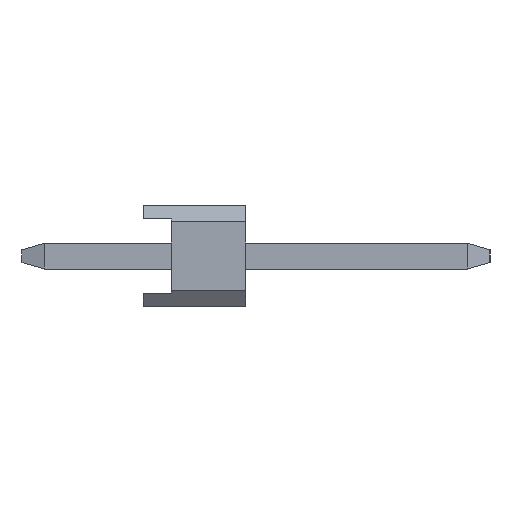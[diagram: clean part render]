
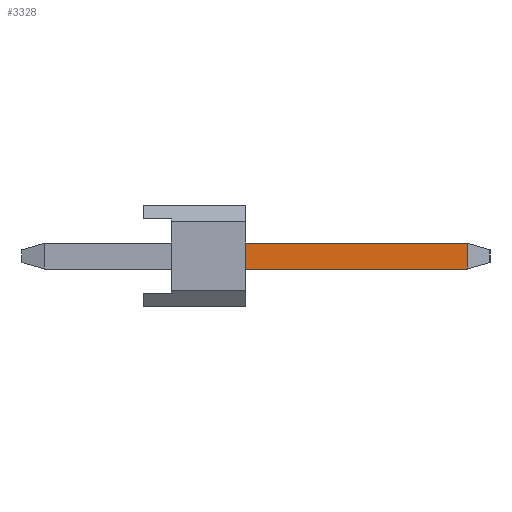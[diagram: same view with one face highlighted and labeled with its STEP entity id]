
A CAD part, left-side view. The second image highlights one B-rep face of the part: STEP entity #3328.
In plain terms, the highlighted planar face has unit normal (-1, 0, 0).
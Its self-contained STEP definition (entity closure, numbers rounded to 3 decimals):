
#2170=VERTEX_POINT('',#6479);
#3222=VERTEX_POINT('',#7655);
#3328=ADVANCED_FACE('',(#7775),#7776,.T.);
#3352=EDGE_CURVE('',#4330,#2170,#7802,.T.);
#4330=VERTEX_POINT('',#8871);
#4608=VERTEX_POINT('',#9177);
#4630=EDGE_CURVE('',#4608,#3222,#9200,.T.);
#5936=EDGE_CURVE('',#2170,#4608,#10637,.T.);
#6204=EDGE_CURVE('',#3222,#4330,#10923,.T.);
#6479=CARTESIAN_POINT('',(-16.83,-8.054,-0.32));
#7655=CARTESIAN_POINT('',(-16.83,-2.54,0.32));
#7775=FACE_OUTER_BOUND('',#13062,.T.);
#7776=PLANE('',#13063);
#7802=LINE('',#13106,#13107);
#8871=CARTESIAN_POINT('',(-16.83,-8.054,0.32));
#9177=CARTESIAN_POINT('',(-16.83,-2.54,-0.32));
#9200=LINE('',#15168,#15169);
#10637=LINE('',#17227,#17228);
#10923=LINE('',#17651,#17652);
#13062=EDGE_LOOP('',(#19537,#19538,#19539,#19540));
#13063=AXIS2_PLACEMENT_3D('',#19541,#19542,#19543);
#13106=CARTESIAN_POINT('',(-16.83,-8.054,0.5));
#13107=VECTOR('',#19568,1.0);
#15168=CARTESIAN_POINT('',(-16.83,-2.54,0.252));
#15169=VECTOR('',#20880,1.0);
#17227=CARTESIAN_POINT('',(-16.83,2.454,-0.32));
#17228=VECTOR('',#22299,1.0);
#17651=CARTESIAN_POINT('',(-16.83,-2.8,0.32));
#17652=VECTOR('',#22514,1.0);
#19537=ORIENTED_EDGE('',*,*,#4630,.F.);
#19538=ORIENTED_EDGE('',*,*,#5936,.F.);
#19539=ORIENTED_EDGE('',*,*,#3352,.F.);
#19540=ORIENTED_EDGE('',*,*,#6204,.F.);
#19541=CARTESIAN_POINT('',(-16.83,2.454,0.5));
#19542=DIRECTION('',(-1.0,0.,0.));
#19543=DIRECTION('',(0.,1.0,0.));
#19568=DIRECTION('',(0.0,0.,-1.0));
#20880=DIRECTION('',(0.,0.,1.0));
#22299=DIRECTION('',(0.,1.0,0.));
#22514=DIRECTION('',(0.,-1.0,0.));
